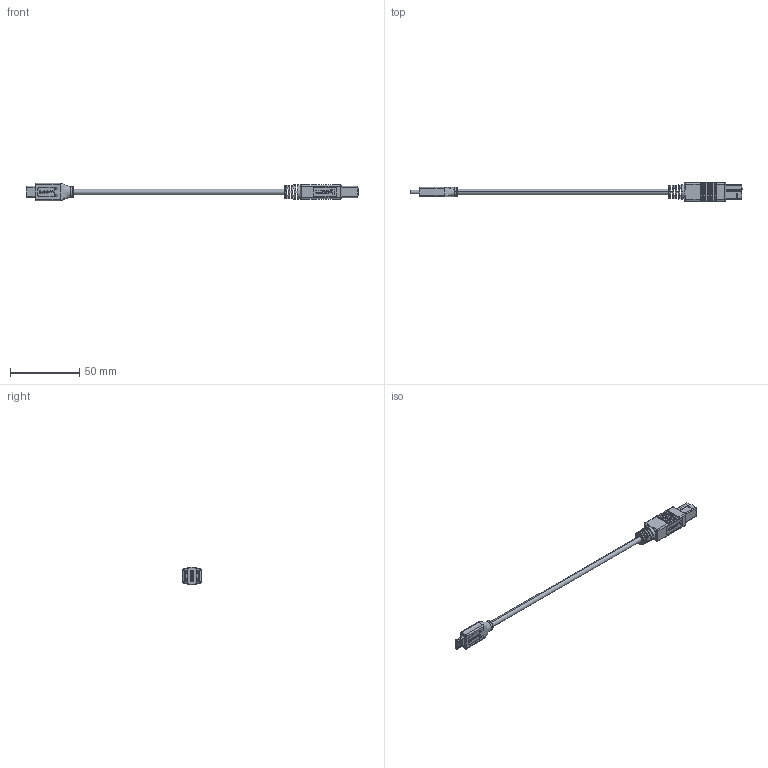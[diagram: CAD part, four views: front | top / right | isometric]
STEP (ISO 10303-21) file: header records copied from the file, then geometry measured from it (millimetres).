
FILE_DESCRIPTION (( 'STEP AP214' ), '1' );
FILE_NAME ('CAU31CB_3D.STEP', '2020-04-02T22:06:57', ( '' ), ( '' ), 'SwSTEP 2.0', 'SolidWorks 2018', '' );
FILE_SCHEMA (( 'AUTOMOTIVE_DESIGN' ));
Length unit declared in the file: inch
Products named in the file (15): 1AA05-075-MA2___; MTN-598_NO CBL; MTN-598_NO CABLE; MTN-597; CAU31CB_3D; MTN-927_USB 3.0 WITH LCOM LOGO; 1AA05-099-MA1; 1AA05-075-MA1___; 1AA05-099-MA2; 1AA05-099_No Shells; 1AA05-075-MA3_SR CRIMPED; MTN-928_NO CABLE; 1AL08-363
Assembly tree (14 placements, depth 4):
  CAU31CB_3D
    1AL08-363
    MTN-927_USB 3.0 WITH LCOM LOGO
      MTN-927_USB 3.0 WITH LCOM LOGO
      1AA05-099_No Shells
        1AA05-099-MA1
        1AA05-099-MA2
      MTN-928_NO CABLE
    MTN-598_NO CABLE
      MTN-597
        1AA05-075-MA1___
        MTN-597
      1AA05-075-MA2___
      1AA05-075-MA3_SR CRIMPED
      MTN-598_NO CBL
Bounding box: 239.35 x 13.5 x 12.35 mm (x, y, z)
Volume: 10358.9 mm3; surface area: 11609.7 mm2
Topology: 20 solids, 20 shells, 2361 faces, 6339 edges, 4105 vertices
Faces by surface type: plane 1576, cylinder 506, bspline 209, torus 48, sphere 16, cone 6
Entity records: 89783 total; most frequent: CARTESIAN_POINT 23778, ORIENTED_EDGE 12646, DIRECTION 11260, EDGE_CURVE 6323, VECTOR 4676, LINE 4676, VERTEX_POINT 4105, AXIS2_PLACEMENT_3D 3292
